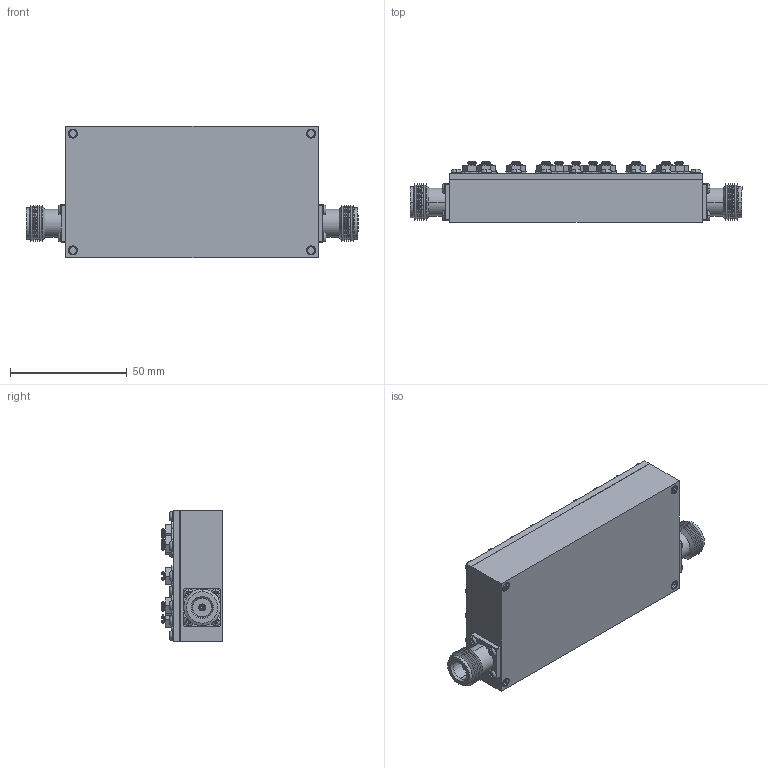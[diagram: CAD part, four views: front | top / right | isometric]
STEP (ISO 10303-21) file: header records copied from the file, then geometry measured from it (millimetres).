
FILE_DESCRIPTION (( 'STEP AP214' ), '1' );
FILE_NAME ('BPF24-809.STEP', '2016-03-10T19:08:45', ( 'L-Com' ), ( 'L-Com Global Connectivity' ), 'SwSTEP 2.0', 'SolidWorks 2014', '' );
FILE_SCHEMA (( 'AUTOMOTIVE_DESIGN' ));
Length unit declared in the file: inch
Products named in the file (4): BPF24-809_N-FEMALE; BPF24-809_Nut-Screw-Washer_1; BPF24-809_Body; BPF24-809
Assembly tree (18 placements, depth 2):
  BPF24-809
    BPF24-809_Body
    BPF24-809_Nut-Screw-Washer_1  x15
    BPF24-809_N-FEMALE  x2
Bounding box: 142.19 x 25.98 x 56.39 mm (x, y, z)
Volume: 133266 mm3; surface area: 31575.3 mm2
Topology: 58 solids, 58 shells, 2705 faces, 7076 edges, 4573 vertices
Faces by surface type: plane 1390, cylinder 723, cone 436, torus 156
Entity records: 42184 total; most frequent: CARTESIAN_POINT 8855, ORIENTED_EDGE 6900, DIRECTION 6631, EDGE_CURVE 3450, AXIS2_PLACEMENT_3D 2348, VERTEX_POINT 2196, LINE 1935, VECTOR 1935
